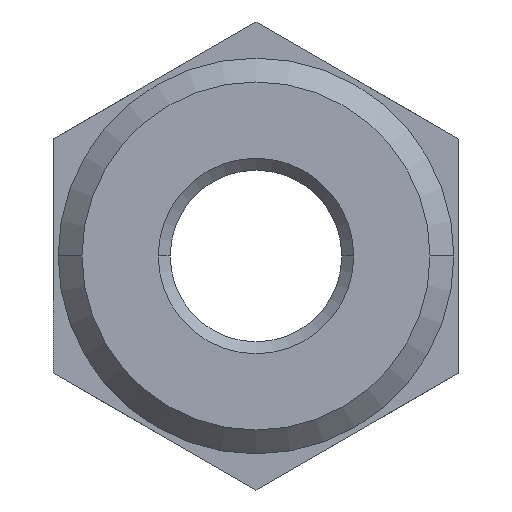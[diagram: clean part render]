
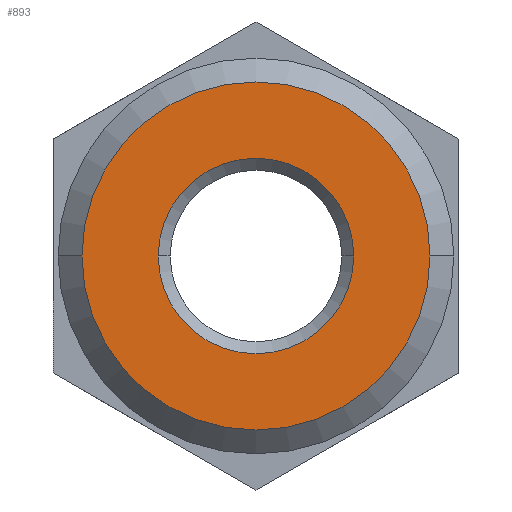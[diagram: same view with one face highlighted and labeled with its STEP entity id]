
A CAD part, left-side view. The second image highlights one B-rep face of the part: STEP entity #893.
In plain terms, the highlighted planar face has unit normal (-1, 0, 0).
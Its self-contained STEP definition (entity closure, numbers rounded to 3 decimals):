
#35 = CARTESIAN_POINT ( 'NONE',  ( -21., 0., 0. ) ) ;
#62 = CARTESIAN_POINT ( 'NONE',  ( -21., 0., 0. ) ) ;
#69 = PLANE ( 'NONE',  #1059 ) ;
#79 = CARTESIAN_POINT ( 'NONE',  ( -21., -7.3, 0. ) ) ;
#88 = VERTEX_POINT ( 'NONE', #364 ) ;
#105 = AXIS2_PLACEMENT_3D ( 'NONE', #62, #501, #836 ) ;
#117 = EDGE_CURVE ( 'NONE', #88, #683, #1065, .T. ) ;
#133 = CIRCLE ( 'NONE', #295, 7.3 ) ;
#146 = CARTESIAN_POINT ( 'NONE',  ( -21., 7.3, 0. ) ) ;
#235 = DIRECTION ( 'NONE',  ( -1., 0., 0. ) ) ;
#242 = AXIS2_PLACEMENT_3D ( 'NONE', #405, #995, #479 ) ;
#244 = ORIENTED_EDGE ( 'NONE', *, *, #285, .F. ) ;
#284 = EDGE_LOOP ( 'NONE', ( #244, #885 ) ) ;
#285 = EDGE_CURVE ( 'NONE', #1123, #1036, #476, .T. ) ;
#294 = DIRECTION ( 'NONE',  ( 1., 0., 0. ) ) ;
#295 = AXIS2_PLACEMENT_3D ( 'NONE', #802, #521, #343 ) ;
#343 = DIRECTION ( 'NONE',  ( 0., 1., 0. ) ) ;
#364 = CARTESIAN_POINT ( 'NONE',  ( -21., 4.1, 0. ) ) ;
#405 = CARTESIAN_POINT ( 'NONE',  ( -21., 0., 0. ) ) ;
#476 = CIRCLE ( 'NONE', #242, 7.3 ) ;
#479 = DIRECTION ( 'NONE',  ( 0., 1., 0. ) ) ;
#501 = DIRECTION ( 'NONE',  ( 1., 0., 0. ) ) ;
#521 = DIRECTION ( 'NONE',  ( 1., 0., 0. ) ) ;
#650 = DIRECTION ( 'NONE',  ( 0., 1., 0. ) ) ;
#683 = VERTEX_POINT ( 'NONE', #1055 ) ;
#748 = DIRECTION ( 'NONE',  ( 0., -1., 0. ) ) ;
#802 = CARTESIAN_POINT ( 'NONE',  ( -21., 0., 0. ) ) ;
#804 = ORIENTED_EDGE ( 'NONE', *, *, #117, .T. ) ;
#826 = EDGE_CURVE ( 'NONE', #683, #88, #1075, .T. ) ;
#836 = DIRECTION ( 'NONE',  ( 0., 1., 0. ) ) ;
#885 = ORIENTED_EDGE ( 'NONE', *, *, #1117, .F. ) ;
#893 = ADVANCED_FACE ( 'NONE', ( #961, #1089 ), #69, .T. ) ;
#950 = ORIENTED_EDGE ( 'NONE', *, *, #826, .T. ) ;
#961 = FACE_BOUND ( 'NONE', #1015, .T. ) ;
#995 = DIRECTION ( 'NONE',  ( 1., 0., 0. ) ) ;
#1012 = AXIS2_PLACEMENT_3D ( 'NONE', #35, #294, #650 ) ;
#1015 = EDGE_LOOP ( 'NONE', ( #950, #804 ) ) ;
#1036 = VERTEX_POINT ( 'NONE', #79 ) ;
#1042 = CARTESIAN_POINT ( 'NONE',  ( -21., 7.3, 0. ) ) ;
#1055 = CARTESIAN_POINT ( 'NONE',  ( -21., -4.1, 0. ) ) ;
#1059 = AXIS2_PLACEMENT_3D ( 'NONE', #146, #235, #748 ) ;
#1065 = CIRCLE ( 'NONE', #1012, 4.1 ) ;
#1075 = CIRCLE ( 'NONE', #105, 4.1 ) ;
#1089 = FACE_OUTER_BOUND ( 'NONE', #284, .T. ) ;
#1117 = EDGE_CURVE ( 'NONE', #1036, #1123, #133, .T. ) ;
#1123 = VERTEX_POINT ( 'NONE', #1042 ) ;
